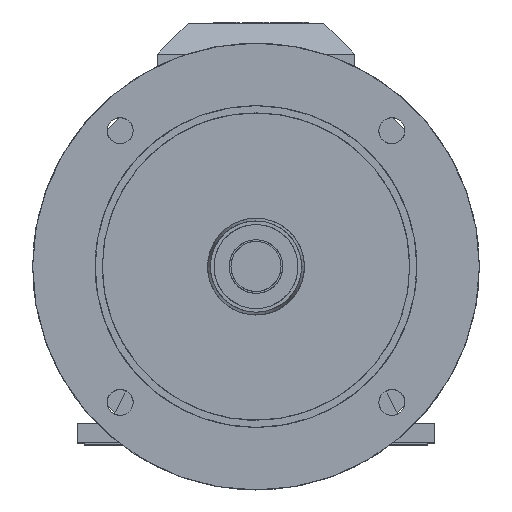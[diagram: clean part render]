
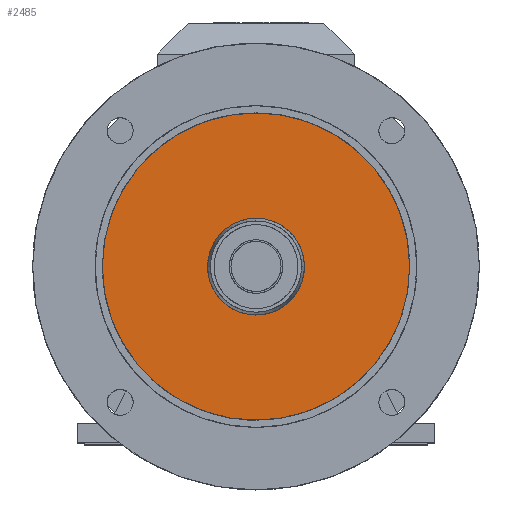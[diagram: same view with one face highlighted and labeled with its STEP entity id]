
A CAD part, top view. The second image highlights one B-rep face of the part: STEP entity #2485.
In plain terms, the highlighted planar face has unit normal (0, 0, 1).
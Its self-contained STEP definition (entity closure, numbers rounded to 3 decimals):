
#203=PLANE('',#8464);
#367=FACE_BOUND('',#2941,.T.);
#368=FACE_BOUND('',#2942,.T.);
#2485=ADVANCED_FACE('',(#367,#368),#203,.T.);
#2941=EDGE_LOOP('',(#5138,#5139));
#2942=EDGE_LOOP('',(#5140,#5141));
#5138=ORIENTED_EDGE('',*,*,#7382,.T.);
#5139=ORIENTED_EDGE('',*,*,#7383,.T.);
#5140=ORIENTED_EDGE('',*,*,#7384,.T.);
#5141=ORIENTED_EDGE('',*,*,#7385,.T.);
#6260=VERTEX_POINT('',#11424);
#6261=VERTEX_POINT('',#11425);
#6262=VERTEX_POINT('',#11462);
#6263=VERTEX_POINT('',#11463);
#7382=EDGE_CURVE('',#6260,#6261,#8312,.T.);
#7383=EDGE_CURVE('',#6261,#6260,#8313,.T.);
#7384=EDGE_CURVE('',#6262,#6263,#8314,.T.);
#7385=EDGE_CURVE('',#6263,#6262,#8315,.T.);
#8312=B_SPLINE_CURVE_WITH_KNOTS('',3,(#11406,#11407,#11408,#11409,#11410,
#11411,#11412,#11413,#11414,#11415,#11416,#11417,#11418,#11419,#11420,#11421,
#11422,#11423),.UNSPECIFIED.,.F.,.F.,(4,2,2,2,2,2,2,2,4),(0.,0.125,0.25,
0.375,0.5,0.625,0.75,0.875,1.),.UNSPECIFIED.);
#8313=B_SPLINE_CURVE_WITH_KNOTS('',3,(#11426,#11427,#11428,#11429,#11430,
#11431,#11432,#11433,#11434,#11435,#11436,#11437,#11438,#11439,#11440,#11441,
#11442,#11443),.UNSPECIFIED.,.F.,.F.,(4,2,2,2,2,2,2,2,4),(0.,0.125,0.25,
0.375,0.5,0.625,0.75,0.875,1.),.UNSPECIFIED.);
#8314=B_SPLINE_CURVE_WITH_KNOTS('',3,(#11444,#11445,#11446,#11447,#11448,
#11449,#11450,#11451,#11452,#11453,#11454,#11455,#11456,#11457,#11458,#11459,
#11460,#11461),.UNSPECIFIED.,.F.,.F.,(4,2,2,2,2,2,2,2,4),(0.,0.125,0.25,
0.375,0.5,0.625,0.75,0.875,1.),.UNSPECIFIED.);
#8315=B_SPLINE_CURVE_WITH_KNOTS('',3,(#11464,#11465,#11466,#11467,#11468,
#11469,#11470,#11471,#11472,#11473,#11474,#11475,#11476,#11477,#11478,#11479,
#11480,#11481),.UNSPECIFIED.,.F.,.F.,(4,2,2,2,2,2,2,2,4),(0.,0.125,0.25,
0.375,0.5,0.625,0.75,0.875,1.),.UNSPECIFIED.);
#8464=AXIS2_PLACEMENT_3D('',#11482,#9020,#9021);
#9020=DIRECTION('',(0.,0.,1.));
#9021=DIRECTION('',(0.,-1.,0.));
#11406=CARTESIAN_POINT('',(27.087,0.,237.5));
#11407=CARTESIAN_POINT('',(27.087,-3.595,237.5));
#11408=CARTESIAN_POINT('',(26.399,-7.049,237.5));
#11409=CARTESIAN_POINT('',(23.651,-13.683,237.5));
#11410=CARTESIAN_POINT('',(21.692,-16.614,237.5));
#11411=CARTESIAN_POINT('',(16.615,-21.692,237.5));
#11412=CARTESIAN_POINT('',(13.683,-23.651,237.5));
#11413=CARTESIAN_POINT('',(7.049,-26.399,237.5));
#11414=CARTESIAN_POINT('',(3.59,-27.087,237.5));
#11415=CARTESIAN_POINT('',(-3.59,-27.087,237.5));
#11416=CARTESIAN_POINT('',(-7.049,-26.399,237.5));
#11417=CARTESIAN_POINT('',(-13.683,-23.651,237.5));
#11418=CARTESIAN_POINT('',(-16.614,-21.692,237.5));
#11419=CARTESIAN_POINT('',(-21.692,-16.615,237.5));
#11420=CARTESIAN_POINT('',(-23.651,-13.683,237.5));
#11421=CARTESIAN_POINT('',(-26.399,-7.049,237.5));
#11422=CARTESIAN_POINT('',(-27.087,-3.596,237.5));
#11423=CARTESIAN_POINT('',(-27.087,0.,237.5));
#11424=CARTESIAN_POINT('',(27.087,0.,237.5));
#11425=CARTESIAN_POINT('',(-27.087,0.,237.5));
#11426=CARTESIAN_POINT('',(-27.087,0.,237.5));
#11427=CARTESIAN_POINT('',(-27.087,3.595,237.5));
#11428=CARTESIAN_POINT('',(-26.399,7.049,237.5));
#11429=CARTESIAN_POINT('',(-23.651,13.683,237.5));
#11430=CARTESIAN_POINT('',(-21.692,16.614,237.5));
#11431=CARTESIAN_POINT('',(-16.615,21.692,237.5));
#11432=CARTESIAN_POINT('',(-13.683,23.651,237.5));
#11433=CARTESIAN_POINT('',(-7.049,26.399,237.5));
#11434=CARTESIAN_POINT('',(-3.59,27.087,237.5));
#11435=CARTESIAN_POINT('',(3.59,27.087,237.5));
#11436=CARTESIAN_POINT('',(7.049,26.399,237.5));
#11437=CARTESIAN_POINT('',(13.683,23.651,237.5));
#11438=CARTESIAN_POINT('',(16.614,21.692,237.5));
#11439=CARTESIAN_POINT('',(21.692,16.615,237.5));
#11440=CARTESIAN_POINT('',(23.651,13.683,237.5));
#11441=CARTESIAN_POINT('',(26.399,7.049,237.5));
#11442=CARTESIAN_POINT('',(27.087,3.596,237.5));
#11443=CARTESIAN_POINT('',(27.087,0.,237.5));
#11444=CARTESIAN_POINT('',(86.,0.,237.5));
#11445=CARTESIAN_POINT('',(86.,11.297,237.5));
#11446=CARTESIAN_POINT('',(83.775,22.478,237.5));
#11447=CARTESIAN_POINT('',(75.132,43.343,237.5));
#11448=CARTESIAN_POINT('',(68.796,52.826,237.5));
#11449=CARTESIAN_POINT('',(52.827,68.796,237.5));
#11450=CARTESIAN_POINT('',(43.343,75.132,237.5));
#11451=CARTESIAN_POINT('',(22.478,83.775,237.5));
#11452=CARTESIAN_POINT('',(11.292,86.,237.5));
#11453=CARTESIAN_POINT('',(-11.292,86.,237.5));
#11454=CARTESIAN_POINT('',(-22.478,83.775,237.5));
#11455=CARTESIAN_POINT('',(-43.343,75.132,237.5));
#11456=CARTESIAN_POINT('',(-52.826,68.796,237.5));
#11457=CARTESIAN_POINT('',(-68.796,52.827,237.5));
#11458=CARTESIAN_POINT('',(-75.132,43.343,237.5));
#11459=CARTESIAN_POINT('',(-83.775,22.478,237.5));
#11460=CARTESIAN_POINT('',(-86.,11.299,237.5));
#11461=CARTESIAN_POINT('',(-86.,0.,237.5));
#11462=CARTESIAN_POINT('',(86.,0.,237.5));
#11463=CARTESIAN_POINT('',(-86.,0.,237.5));
#11464=CARTESIAN_POINT('',(-86.,0.,237.5));
#11465=CARTESIAN_POINT('',(-86.,-11.297,237.5));
#11466=CARTESIAN_POINT('',(-83.775,-22.478,237.5));
#11467=CARTESIAN_POINT('',(-75.132,-43.343,237.5));
#11468=CARTESIAN_POINT('',(-68.796,-52.826,237.5));
#11469=CARTESIAN_POINT('',(-52.827,-68.796,237.5));
#11470=CARTESIAN_POINT('',(-43.343,-75.132,237.5));
#11471=CARTESIAN_POINT('',(-22.478,-83.775,237.5));
#11472=CARTESIAN_POINT('',(-11.292,-86.,237.5));
#11473=CARTESIAN_POINT('',(11.292,-86.,237.5));
#11474=CARTESIAN_POINT('',(22.478,-83.775,237.5));
#11475=CARTESIAN_POINT('',(43.343,-75.132,237.5));
#11476=CARTESIAN_POINT('',(52.826,-68.796,237.5));
#11477=CARTESIAN_POINT('',(68.796,-52.827,237.5));
#11478=CARTESIAN_POINT('',(75.132,-43.343,237.5));
#11479=CARTESIAN_POINT('',(83.775,-22.478,237.5));
#11480=CARTESIAN_POINT('',(86.,-11.299,237.5));
#11481=CARTESIAN_POINT('',(86.,0.,237.5));
#11482=CARTESIAN_POINT('',(-87.032,-87.032,237.5));
